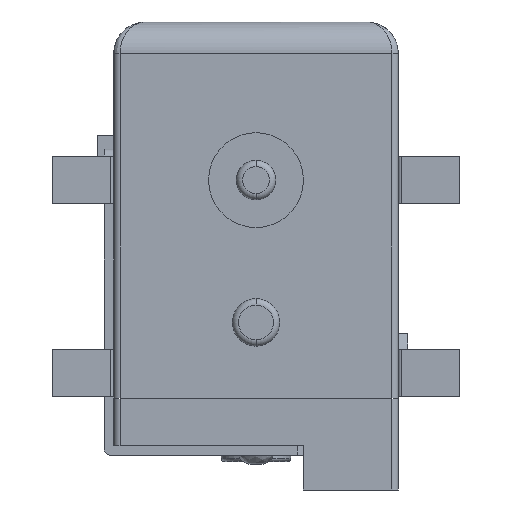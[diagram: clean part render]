
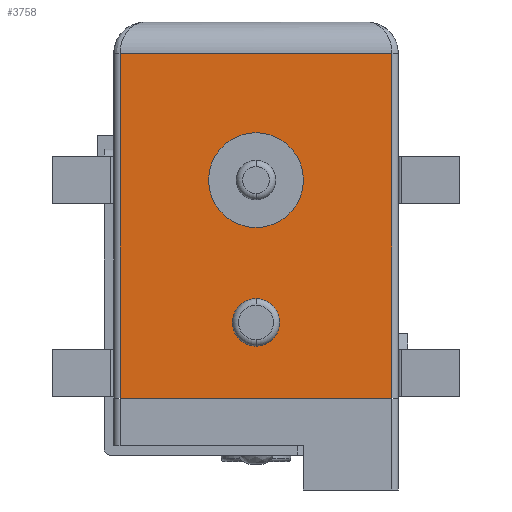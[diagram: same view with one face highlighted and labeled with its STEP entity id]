
A CAD part, front view. The second image highlights one B-rep face of the part: STEP entity #3758.
In plain terms, the highlighted planar face has unit normal (0, -1, 0).
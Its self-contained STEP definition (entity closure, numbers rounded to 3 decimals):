
#762=CARTESIAN_POINT('',(0.,-6.5,-5.));
#763=DIRECTION('',(0.,-1.,0.));
#764=DIRECTION('',(0.,0.,-1.));
#765=AXIS2_PLACEMENT_3D('',#762,#763,#764);
#767=CARTESIAN_POINT('',(0.,-6.5,-5.));
#768=DIRECTION('',(0.,-1.,0.));
#769=DIRECTION('',(0.,0.,1.));
#770=AXIS2_PLACEMENT_3D('',#767,#768,#769);
#772=CARTESIAN_POINT('',(0.,-6.5,-9.5));
#773=DIRECTION('',(0.,-1.,0.));
#774=DIRECTION('',(0.,0.,-1.));
#775=AXIS2_PLACEMENT_3D('',#772,#773,#774);
#777=CARTESIAN_POINT('',(0.,-6.5,-9.5));
#778=DIRECTION('',(0.,-1.,0.));
#779=DIRECTION('',(0.,0.,1.));
#780=AXIS2_PLACEMENT_3D('',#777,#778,#779);
#782=DIRECTION('',(1.,0.,0.));
#783=VECTOR('',#782,8.6);
#784=CARTESIAN_POINT('',(-4.3,-6.5,-11.9));
#785=LINE('',#784,#783);
#786=DIRECTION('',(0.,0.,-1.));
#787=VECTOR('',#786,10.9);
#788=CARTESIAN_POINT('',(-4.3,-6.5,
-1.));
#789=LINE('',#788,#787);
#790=DIRECTION('',(1.,0.,0.));
#791=VECTOR('',#790,8.6);
#792=CARTESIAN_POINT('',(-4.3,-6.5,
-1.));
#793=LINE('',#792,#791);
#794=DIRECTION('',(0.,0.,1.));
#795=VECTOR('',#794,10.9);
#796=CARTESIAN_POINT('',(4.3,-6.5,-11.9));
#797=LINE('',#796,#795);
#875=CARTESIAN_POINT('',(-4.3,-6.5,
-1.));
#2147=VERTEX_POINT('',#875);
#2149=CARTESIAN_POINT('',(4.3,-6.5,
-1.));
#2150=VERTEX_POINT('',#2149);
#2215=CARTESIAN_POINT('',(0.,-6.5,-6.5));
#2216=CARTESIAN_POINT('',(0.,-6.5,-3.5));
#2217=VERTEX_POINT('',#2215);
#2218=VERTEX_POINT('',#2216);
#2219=CARTESIAN_POINT('',(0.,-6.5,-10.25));
#2220=CARTESIAN_POINT('',(0.,-6.5,-8.75));
#2221=VERTEX_POINT('',#2219);
#2222=VERTEX_POINT('',#2220);
#2531=CARTESIAN_POINT('',(-4.3,-6.5,-11.9));
#2532=CARTESIAN_POINT('',(4.3,-6.5,-11.9));
#2533=VERTEX_POINT('',#2531);
#2534=VERTEX_POINT('',#2532);
#3734=CARTESIAN_POINT('',(-4.5,-6.5,0.));
#3735=DIRECTION('',(0.,-1.,0.));
#3736=DIRECTION('',(1.,0.,0.));
#3737=AXIS2_PLACEMENT_3D('',#3734,#3735,#3736);
#3738=PLANE('',#3737);
#3739=ORIENTED_EDGE('',*,*,#3024,.F.);
#3740=ORIENTED_EDGE('',*,*,#2991,.F.);
#3742=ORIENTED_EDGE('',*,*,#3741,.T.);
#3743=ORIENTED_EDGE('',*,*,#3706,.F.);
#3744=EDGE_LOOP('',(#3739,#3740,#3742,#3743));
#3745=FACE_OUTER_BOUND('',#3744,.F.);
#3747=ORIENTED_EDGE('',*,*,#3746,.T.);
#3749=ORIENTED_EDGE('',*,*,#3748,.T.);
#3750=EDGE_LOOP('',(#3747,#3749));
#3751=FACE_BOUND('',#3750,.F.);
#3753=ORIENTED_EDGE('',*,*,#3752,.T.);
#3755=ORIENTED_EDGE('',*,*,#3754,.T.);
#3756=EDGE_LOOP('',(#3753,#3755));
#3757=FACE_BOUND('',#3756,.F.);
#766=CIRCLE('',#765,1.5);
#771=CIRCLE('',#770,1.5);
#776=CIRCLE('',#775,0.75);
#781=CIRCLE('',#780,0.75);
#2991=EDGE_CURVE('',#2147,#2533,#789,.T.);
#3024=EDGE_CURVE('',#2533,#2534,#785,.T.);
#3706=EDGE_CURVE('',#2534,#2150,#797,.T.);
#3741=EDGE_CURVE('',#2147,#2150,#793,.T.);
#3746=EDGE_CURVE('',#2217,#2218,#766,.T.);
#3748=EDGE_CURVE('',#2218,#2217,#771,.T.);
#3752=EDGE_CURVE('',#2221,#2222,#776,.T.);
#3754=EDGE_CURVE('',#2222,#2221,#781,.T.);
#3758=ADVANCED_FACE('',(#3745,#3751,#3757),#3738,.T.);
